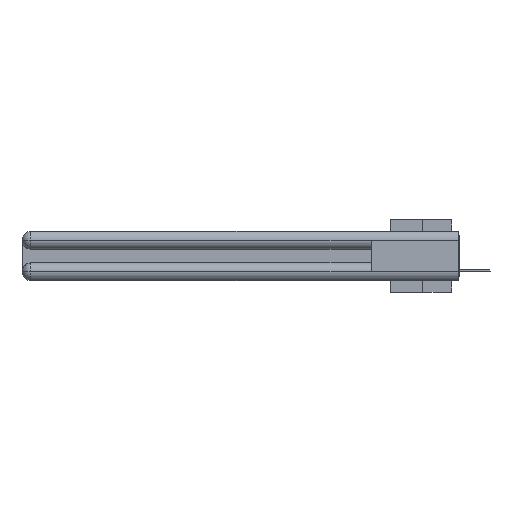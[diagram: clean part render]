
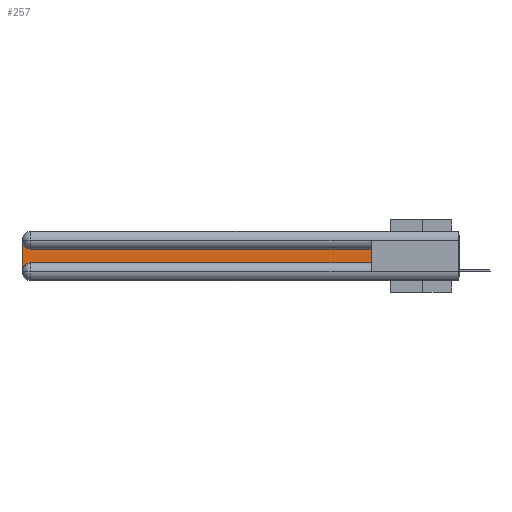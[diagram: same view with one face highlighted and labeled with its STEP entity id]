
A CAD part, left-side view. The second image highlights one B-rep face of the part: STEP entity #257.
In plain terms, the highlighted planar face has unit normal (-1, 0, 0).
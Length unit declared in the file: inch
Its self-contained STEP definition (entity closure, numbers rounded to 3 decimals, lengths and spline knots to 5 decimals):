
#14 = EDGE_CURVE ( 'NONE', #10557, #30892, #6389, .T. ) ;
#257 = ADVANCED_FACE ( 'NONE', ( #25716 ), #19815, .F. ) ;
#477 = DIRECTION ( 'NONE',  ( 0., 1., 0. ) ) ;
#1401 = EDGE_CURVE ( 'NONE', #8406, #26363, #33769, .T. ) ;
#2036 = CARTESIAN_POINT ( 'NONE',  ( 0.075, 0.6, -0.2175 ) ) ;
#2411 = DIRECTION ( 'NONE',  ( 0., 0., 1. ) ) ;
#4815 = DIRECTION ( 'NONE',  ( 0., 0., -1. ) ) ;
#5384 = VERTEX_POINT ( 'NONE', #33064 ) ;
#5520 = LINE ( 'NONE', #22266, #19503 ) ;
#5647 = DIRECTION ( 'NONE',  ( 0., -1., 0. ) ) ;
#6010 = ORIENTED_EDGE ( 'NONE', *, *, #16950, .T. ) ;
#6209 = CARTESIAN_POINT ( 'NONE',  ( 0.075, 2.94, -0.0625 ) ) ;
#6389 = CIRCLE ( 'NONE', #33478, 0.06 ) ;
#8406 = VERTEX_POINT ( 'NONE', #2036 ) ;
#10557 = VERTEX_POINT ( 'NONE', #32203 ) ;
#10982 = CIRCLE ( 'NONE', #14421, 0.06 ) ;
#11028 = CARTESIAN_POINT ( 'NONE',  ( 0.075, 0.6, -0.2175 ) ) ;
#11076 = EDGE_CURVE ( 'NONE', #26363, #10557, #19604, .T. ) ;
#11227 = DIRECTION ( 'NONE',  ( 0., 0., -1. ) ) ;
#11589 = CARTESIAN_POINT ( 'NONE',  ( 0.075, 3., -0.1225 ) ) ;
#12660 = DIRECTION ( 'NONE',  ( 1., 0., 0. ) ) ;
#12787 = EDGE_LOOP ( 'NONE', ( #34993, #16918, #6010, #14017, #15045, #19548 ) ) ;
#14017 = ORIENTED_EDGE ( 'NONE', *, *, #23319, .T. ) ;
#14421 = AXIS2_PLACEMENT_3D ( 'NONE', #16014, #12660, #28067 ) ;
#14438 = VECTOR ( 'NONE', #5647, 39.37008 ) ;
#15045 = ORIENTED_EDGE ( 'NONE', *, *, #34496, .T. ) ;
#15347 = CARTESIAN_POINT ( 'NONE',  ( 0.075, 3., -0.2775 ) ) ;
#15532 = VECTOR ( 'NONE', #477, 39.37008 ) ;
#16014 = CARTESIAN_POINT ( 'NONE',  ( 0.075, 2.94, -0.2775 ) ) ;
#16918 = ORIENTED_EDGE ( 'NONE', *, *, #14, .T. ) ;
#16950 = EDGE_CURVE ( 'NONE', #30892, #23571, #5520, .T. ) ;
#17012 = CARTESIAN_POINT ( 'NONE',  ( 0.075, 0.6, -0.1225 ) ) ;
#19503 = VECTOR ( 'NONE', #4815, 39.37008 ) ;
#19548 = ORIENTED_EDGE ( 'NONE', *, *, #1401, .T. ) ;
#19604 = LINE ( 'NONE', #17012, #15532 ) ;
#19815 = PLANE ( 'NONE',  #27962 ) ;
#19897 = CARTESIAN_POINT ( 'NONE',  ( 0.075, 0.6, -0.2175 ) ) ;
#19915 = LINE ( 'NONE', #19897, #14438 ) ;
#22266 = CARTESIAN_POINT ( 'NONE',  ( 0.075, 3., -0.2175 ) ) ;
#23319 = EDGE_CURVE ( 'NONE', #23571, #5384, #10982, .T. ) ;
#23571 = VERTEX_POINT ( 'NONE', #15347 ) ;
#24294 = CARTESIAN_POINT ( 'NONE',  ( 0.075, 0.6, -0.1225 ) ) ;
#25716 = FACE_OUTER_BOUND ( 'NONE', #12787, .T. ) ;
#25880 = DIRECTION ( 'NONE',  ( 1., 0., 0. ) ) ;
#26086 = VECTOR ( 'NONE', #2411, 39.37008 ) ;
#26363 = VERTEX_POINT ( 'NONE', #24294 ) ;
#27962 = AXIS2_PLACEMENT_3D ( 'NONE', #11589, #25880, #11227 ) ;
#28067 = DIRECTION ( 'NONE',  ( 0., 0., -1. ) ) ;
#29317 = DIRECTION ( 'NONE',  ( 0., 0., -1. ) ) ;
#30892 = VERTEX_POINT ( 'NONE', #30909 ) ;
#30909 = CARTESIAN_POINT ( 'NONE',  ( 0.075, 3., -0.0625 ) ) ;
#31704 = DIRECTION ( 'NONE',  ( 1., 0., 0. ) ) ;
#32203 = CARTESIAN_POINT ( 'NONE',  ( 0.075, 2.94, -0.1225 ) ) ;
#33064 = CARTESIAN_POINT ( 'NONE',  ( 0.075, 2.94, -0.2175 ) ) ;
#33478 = AXIS2_PLACEMENT_3D ( 'NONE', #6209, #31704, #29317 ) ;
#33769 = LINE ( 'NONE', #11028, #26086 ) ;
#34496 = EDGE_CURVE ( 'NONE', #5384, #8406, #19915, .T. ) ;
#34993 = ORIENTED_EDGE ( 'NONE', *, *, #11076, .T. ) ;
